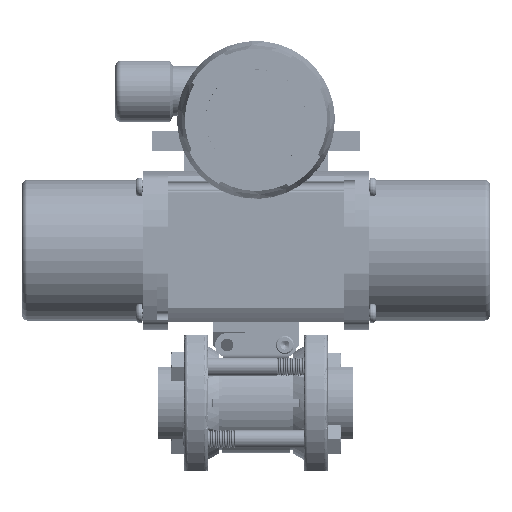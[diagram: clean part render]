
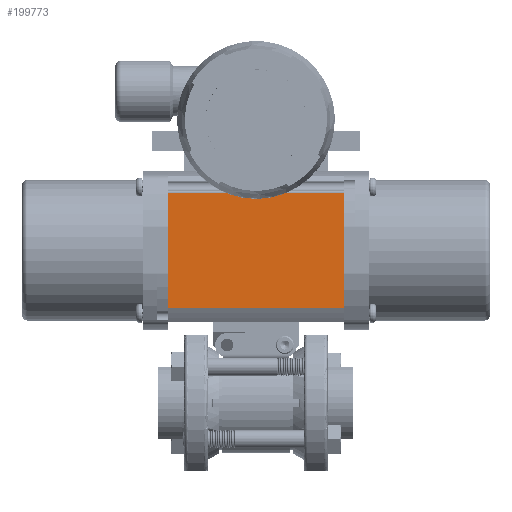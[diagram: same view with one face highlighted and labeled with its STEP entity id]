
A CAD part, top view. The second image highlights one B-rep face of the part: STEP entity #199773.
In plain terms, the highlighted planar face has unit normal (0, 0, 1).
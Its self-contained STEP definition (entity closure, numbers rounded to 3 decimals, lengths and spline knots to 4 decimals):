
#4291 = EDGE_CURVE ( 'NONE', #11571, #191330, #16913, .T. ) ;
#9798 = ORIENTED_EDGE ( 'NONE', *, *, #67135, .T. ) ;
#11571 = VERTEX_POINT ( 'NONE', #145482 ) ;
#16466 = DIRECTION ( 'NONE',  ( 1., 0., 0. ) ) ;
#16913 = LINE ( 'NONE', #204157, #159959 ) ;
#18223 = EDGE_CURVE ( 'NONE', #175939, #191330, #157865, .T. ) ;
#20758 = ORIENTED_EDGE ( 'NONE', *, *, #4291, .F. ) ;
#26739 = CARTESIAN_POINT ( 'NONE',  ( 1.5275, 3.6544, 1.17 ) ) ;
#31503 = LINE ( 'NONE', #240832, #235945 ) ;
#58283 = PLANE ( 'NONE',  #186398 ) ;
#67135 = EDGE_CURVE ( 'NONE', #11571, #93704, #31503, .T. ) ;
#68286 = EDGE_CURVE ( 'NONE', #175939, #93704, #80677, .T. ) ;
#72069 = CARTESIAN_POINT ( 'NONE',  ( 1.5275, 3.6471, 1.17 ) ) ;
#74942 = DIRECTION ( 'NONE',  ( -1., 0., 0. ) ) ;
#80677 = LINE ( 'NONE', #26739, #223841 ) ;
#86277 = ORIENTED_EDGE ( 'NONE', *, *, #68286, .F. ) ;
#93704 = VERTEX_POINT ( 'NONE', #141254 ) ;
#95844 = DIRECTION ( 'NONE',  ( 0., 0., -1. ) ) ;
#141254 = CARTESIAN_POINT ( 'NONE',  ( 1.5275, 1.6529, 1.17 ) ) ;
#145482 = CARTESIAN_POINT ( 'NONE',  ( -1.5275, 1.6529, 1.17 ) ) ;
#157381 = DIRECTION ( 'NONE',  ( 0., -1., 0. ) ) ;
#157865 = LINE ( 'NONE', #186860, #201792 ) ;
#159959 = VECTOR ( 'NONE', #164056, 39.3701 ) ;
#164056 = DIRECTION ( 'NONE',  ( 0., 1., 0. ) ) ;
#175939 = VERTEX_POINT ( 'NONE', #72069 ) ;
#186398 = AXIS2_PLACEMENT_3D ( 'NONE', #207771, #95844, #226444 ) ;
#186860 = CARTESIAN_POINT ( 'NONE',  ( -5.0403, 3.6471, 1.17 ) ) ;
#191330 = VERTEX_POINT ( 'NONE', #212680 ) ;
#199773 = ADVANCED_FACE ( 'NONE', ( #202106 ), #58283, .F. ) ;
#201792 = VECTOR ( 'NONE', #74942, 39.3701 ) ;
#201976 = ORIENTED_EDGE ( 'NONE', *, *, #18223, .T. ) ;
#202106 = FACE_OUTER_BOUND ( 'NONE', #237156, .T. ) ;
#204157 = CARTESIAN_POINT ( 'NONE',  ( -1.5275, 3.6544, 1.17 ) ) ;
#207771 = CARTESIAN_POINT ( 'NONE',  ( -5.0403, 3.6544, 1.17 ) ) ;
#212680 = CARTESIAN_POINT ( 'NONE',  ( -1.5275, 3.6471, 1.17 ) ) ;
#223841 = VECTOR ( 'NONE', #157381, 39.3701 ) ;
#226444 = DIRECTION ( 'NONE',  ( 0., -1., 0. ) ) ;
#235945 = VECTOR ( 'NONE', #16466, 39.3701 ) ;
#237156 = EDGE_LOOP ( 'NONE', ( #86277, #201976, #20758, #9798 ) ) ;
#240832 = CARTESIAN_POINT ( 'NONE',  ( -5.0403, 1.6529, 1.17 ) ) ;
